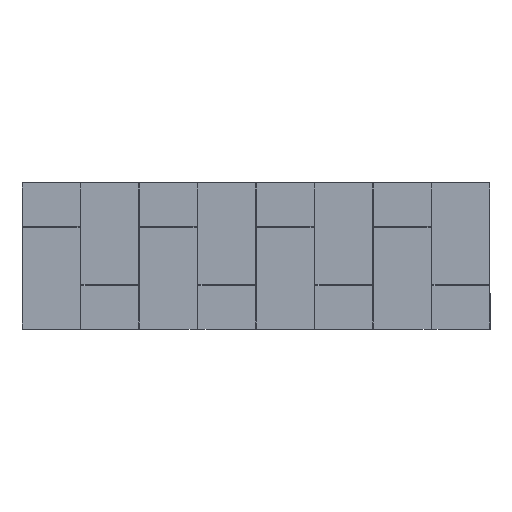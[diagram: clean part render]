
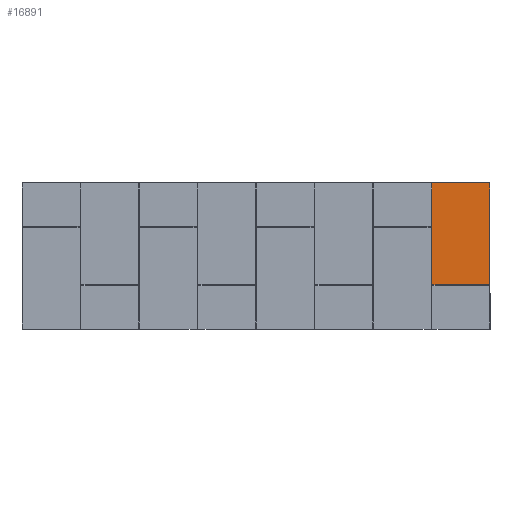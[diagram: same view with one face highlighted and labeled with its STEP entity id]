
A CAD part, top view. The second image highlights one B-rep face of the part: STEP entity #16891.
In plain terms, the highlighted planar face has unit normal (0, 0, 1).
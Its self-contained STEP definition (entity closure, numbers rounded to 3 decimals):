
#275 = CARTESIAN_POINT ( 'NONE',  ( 916.756, -607.444, 4.762 ) ) ;
#647 = PLANE ( 'NONE',  #11377 ) ;
#731 = CARTESIAN_POINT ( 'NONE',  ( 916.554, -607.222, 4.762 ) ) ;
#1027 = CARTESIAN_POINT ( 'NONE',  ( 916.8, -607.446, 4.762 ) ) ;
#1163 = CARTESIAN_POINT ( 'NONE',  ( 1218.235, -76.2, 4.763 ) ) ;
#2173 = ORIENTED_EDGE ( 'NONE', *, *, #14240, .T. ) ;
#2293 = CARTESIAN_POINT ( 'NONE',  ( 916.568, -607.285, 4.762 ) ) ;
#2450 = EDGE_CURVE ( 'NONE', #8951, #9821, #16860, .T. ) ;
#2970 = LINE ( 'NONE', #12782, #7251 ) ;
#3257 = VERTEX_POINT ( 'NONE', #1027 ) ;
#3399 = CARTESIAN_POINT ( 'NONE',  ( 916.554, -607.2, 4.762 ) ) ;
#3669 = CARTESIAN_POINT ( 'NONE',  ( 916.576, -607.305, 4.762 ) ) ;
#3776 = CARTESIAN_POINT ( 'NONE',  ( 916.554, -76.2, 4.762 ) ) ;
#3876 = ORIENTED_EDGE ( 'NONE', *, *, #2450, .F. ) ;
#4182 = VERTEX_POINT ( 'NONE', #8647 ) ;
#4968 = CARTESIAN_POINT ( 'NONE',  ( 916.556, -607.244, 4.762 ) ) ;
#5259 = ORIENTED_EDGE ( 'NONE', *, *, #13291, .F. ) ;
#6029 = DIRECTION ( 'NONE',  ( 0., -1., 0. ) ) ;
#6128 = VECTOR ( 'NONE', #6029, 1000. ) ;
#6169 = CARTESIAN_POINT ( 'NONE',  ( 916.601, -607.346, 4.762 ) ) ;
#6276 = LINE ( 'NONE', #13401, #8733 ) ;
#6782 = CARTESIAN_POINT ( 'NONE',  ( 1218.235, -607.446, 4.763 ) ) ;
#7251 = VECTOR ( 'NONE', #17362, 1000. ) ;
#7399 = CARTESIAN_POINT ( 'NONE',  ( 916.554, 0., 4.762 ) ) ;
#7535 = CARTESIAN_POINT ( 'NONE',  ( 916.593, -607.335, 4.762 ) ) ;
#7630 = EDGE_LOOP ( 'NONE', ( #5259, #2173, #17807, #14935, #3876 ) ) ;
#7634 = CARTESIAN_POINT ( 'NONE',  ( 916.654, -607.399, 4.762 ) ) ;
#7719 = CARTESIAN_POINT ( 'NONE',  ( 916.632, -607.38, 4.762 ) ) ;
#8647 = CARTESIAN_POINT ( 'NONE',  ( 916.554, -607.2, 4.762 ) ) ;
#8733 = VECTOR ( 'NONE', #11764, 1000. ) ;
#8951 = VERTEX_POINT ( 'NONE', #1163 ) ;
#9091 = CARTESIAN_POINT ( 'NONE',  ( 916.665, -607.407, 4.762 ) ) ;
#9510 = B_SPLINE_CURVE_WITH_KNOTS ( 'NONE', 3,
 ( #12841, #17149, #275, #10187, #15770, #9091, #7634, #14577, #7719, #17509, #16216, #6169, #7535, #3669, #2293, #4968, #731, #3399 ),
 .UNSPECIFIED., .F., .F.,
 ( 4, 2, 2, 2, 2, 2, 2, 2, 4 ),
 ( 0., 0.169, 0.333, 0.436, 0.5, 0.564, 0.667, 0.831, 1. ),
 .UNSPECIFIED. ) ;
#9821 = VERTEX_POINT ( 'NONE', #6782 ) ;
#9907 = DIRECTION ( 'NONE',  ( 0., -1., 0. ) ) ;
#10187 = CARTESIAN_POINT ( 'NONE',  ( 916.715, -607.432, 4.762 ) ) ;
#10379 = DIRECTION ( 'NONE',  ( 1., 0., 0. ) ) ;
#11377 = AXIS2_PLACEMENT_3D ( 'NONE', #16048, #11750, #10379 ) ;
#11750 = DIRECTION ( 'NONE',  ( 0., 0., 1. ) ) ;
#11764 = DIRECTION ( 'NONE',  ( 1., 0., 0. ) ) ;
#12051 = VECTOR ( 'NONE', #9907, 1000. ) ;
#12325 = EDGE_CURVE ( 'NONE', #3257, #9821, #2970, .T. ) ;
#12782 = CARTESIAN_POINT ( 'NONE',  ( 0., -607.446, 4.762 ) ) ;
#12841 = CARTESIAN_POINT ( 'NONE',  ( 916.8, -607.446, 4.762 ) ) ;
#13072 = LINE ( 'NONE', #7399, #6128 ) ;
#13291 = EDGE_CURVE ( 'NONE', #17525, #8951, #6276, .T. ) ;
#13401 = CARTESIAN_POINT ( 'NONE',  ( 0., -76.2, 4.762 ) ) ;
#14240 = EDGE_CURVE ( 'NONE', #17525, #4182, #13072, .T. ) ;
#14577 = CARTESIAN_POINT ( 'NONE',  ( 916.638, -607.386, 4.762 ) ) ;
#14690 = EDGE_CURVE ( 'NONE', #3257, #4182, #9510, .T. ) ;
#14935 = ORIENTED_EDGE ( 'NONE', *, *, #12325, .T. ) ;
#15770 = CARTESIAN_POINT ( 'NONE',  ( 916.695, -607.424, 4.762 ) ) ;
#16048 = CARTESIAN_POINT ( 'NONE',  ( 0., 0., 4.762 ) ) ;
#16136 = FACE_OUTER_BOUND ( 'NONE', #7630, .T. ) ;
#16216 = CARTESIAN_POINT ( 'NONE',  ( 916.614, -607.362, 4.762 ) ) ;
#16860 = LINE ( 'NONE', #18139, #12051 ) ;
#16891 = ADVANCED_FACE ( 'NONE', ( #16136 ), #647, .T. ) ;
#17149 = CARTESIAN_POINT ( 'NONE',  ( 916.778, -607.446, 4.762 ) ) ;
#17362 = DIRECTION ( 'NONE',  ( 1., 0., 0. ) ) ;
#17509 = CARTESIAN_POINT ( 'NONE',  ( 916.62, -607.368, 4.762 ) ) ;
#17525 = VERTEX_POINT ( 'NONE', #3776 ) ;
#17807 = ORIENTED_EDGE ( 'NONE', *, *, #14690, .F. ) ;
#18139 = CARTESIAN_POINT ( 'NONE',  ( 1218.235, 0., 4.763 ) ) ;
